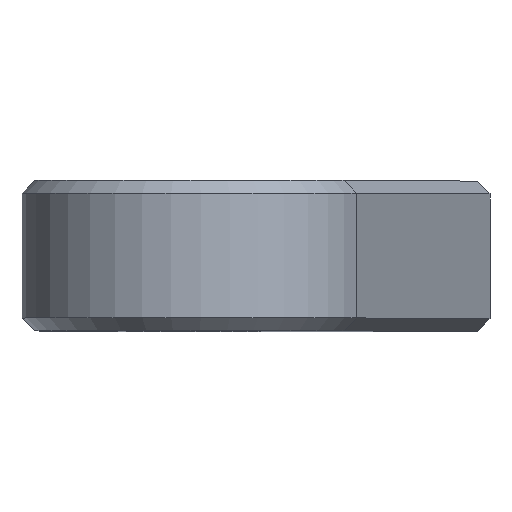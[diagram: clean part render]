
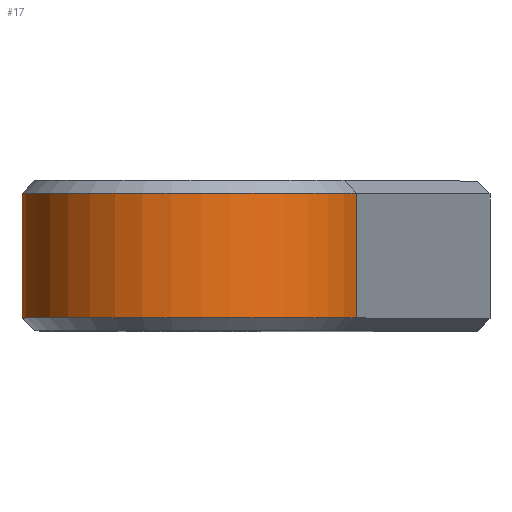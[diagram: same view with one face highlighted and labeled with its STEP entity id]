
A CAD part, top view. The second image highlights one B-rep face of the part: STEP entity #17.
In plain terms, the highlighted cylindrical face has radius 40 mm (diameter 80 mm), a partial arc.
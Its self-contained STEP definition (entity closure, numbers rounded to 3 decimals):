
#17 = ADVANCED_FACE('',(#18),#32,.T.);
#18 = FACE_BOUND('',#19,.T.);
#19 = EDGE_LOOP('',(#20,#55,#84,#113,#141,#170));
#20 = ORIENTED_EDGE('',*,*,#21,.T.);
#21 = EDGE_CURVE('',#22,#24,#26,.T.);
#22 = VERTEX_POINT('',#23);
#23 = CARTESIAN_POINT('',(362.901,64.5,
    -6.006));
#24 = VERTEX_POINT('',#25);
#25 = CARTESIAN_POINT('',(362.901,35.5,-6.006
    ));
#26 = SURFACE_CURVE('',#27,(#31,#43),.PCURVE_S1.);
#27 = LINE('',#28,#29);
#28 = CARTESIAN_POINT('',(362.901,50.,
    -6.006));
#29 = VECTOR('',#30,1.);
#30 = DIRECTION('',(0.,-1.,0.));
#31 = PCURVE('',#32,#37);
#32 = CYLINDRICAL_SURFACE('',#33,40.);
#33 = AXIS2_PLACEMENT_3D('',#34,#35,#36);
#34 = CARTESIAN_POINT('',(400.767,50.,6.884)
  );
#35 = DIRECTION('',(0.,1.,0.));
#36 = DIRECTION('',(0.947,0.,0.322));
#37 = DEFINITIONAL_REPRESENTATION('',(#38),#42);
#38 = LINE('',#39,#40);
#39 = CARTESIAN_POINT('',(3.142,0.));
#40 = VECTOR('',#41,1.);
#41 = DIRECTION('',(0.,-1.));
#42 = ( GEOMETRIC_REPRESENTATION_CONTEXT(2) 
PARAMETRIC_REPRESENTATION_CONTEXT() REPRESENTATION_CONTEXT('2D SPACE',''
  ) );
#43 = PCURVE('',#44,#49);
#44 = PLANE('',#45);
#45 = AXIS2_PLACEMENT_3D('',#46,#47,#48);
#46 = CARTESIAN_POINT('',(381.109,50.,
    -59.492));
#47 = DIRECTION('',(0.947,0.,0.322));
#48 = DIRECTION('',(0.,-1.,0.));
#49 = DEFINITIONAL_REPRESENTATION('',(#50),#54);
#50 = LINE('',#51,#52);
#51 = CARTESIAN_POINT('',(0.,-56.5));
#52 = VECTOR('',#53,1.);
#53 = DIRECTION('',(1.,0.));
#54 = ( GEOMETRIC_REPRESENTATION_CONTEXT(2) 
PARAMETRIC_REPRESENTATION_CONTEXT() REPRESENTATION_CONTEXT('2D SPACE',''
  ) );
#55 = ORIENTED_EDGE('',*,*,#56,.F.);
#56 = EDGE_CURVE('',#57,#24,#59,.T.);
#57 = VERTEX_POINT('',#58);
#58 = CARTESIAN_POINT('',(362.284,35.5,-4.03
    ));
#59 = SURFACE_CURVE('',#60,(#65,#72),.PCURVE_S1.);
#60 = CIRCLE('',#61,40.);
#61 = AXIS2_PLACEMENT_3D('',#62,#63,#64);
#62 = CARTESIAN_POINT('',(400.767,35.5,6.884)
  );
#63 = DIRECTION('',(0.,-1.,0.));
#64 = DIRECTION('',(0.947,0.,0.322));
#65 = PCURVE('',#32,#66);
#66 = DEFINITIONAL_REPRESENTATION('',(#67),#71);
#67 = LINE('',#68,#69);
#68 = CARTESIAN_POINT('',(6.283,-14.5));
#69 = VECTOR('',#70,1.);
#70 = DIRECTION('',(-1.,0.));
#71 = ( GEOMETRIC_REPRESENTATION_CONTEXT(2) 
PARAMETRIC_REPRESENTATION_CONTEXT() REPRESENTATION_CONTEXT('2D SPACE',''
  ) );
#72 = PCURVE('',#73,#78);
#73 = CONICAL_SURFACE('',#74,1.,0.785);
#74 = AXIS2_PLACEMENT_3D('',#75,#76,#77);
#75 = CARTESIAN_POINT('',(400.767,-3.5,6.884)
  );
#76 = DIRECTION('',(0.,1.,0.));
#77 = DIRECTION('',(0.962,0.,0.273));
#78 = DEFINITIONAL_REPRESENTATION('',(#79),#83);
#79 = LINE('',#80,#81);
#80 = CARTESIAN_POINT('',(6.231,39.));
#81 = VECTOR('',#82,1.);
#82 = DIRECTION('',(-1.,0.));
#83 = ( GEOMETRIC_REPRESENTATION_CONTEXT(2) 
PARAMETRIC_REPRESENTATION_CONTEXT() REPRESENTATION_CONTEXT('2D SPACE',''
  ) );
#84 = ORIENTED_EDGE('',*,*,#85,.F.);
#85 = EDGE_CURVE('',#86,#57,#88,.T.);
#86 = VERTEX_POINT('',#87);
#87 = CARTESIAN_POINT('',(438.633,35.5,19.775
    ));
#88 = SURFACE_CURVE('',#89,(#94,#101),.PCURVE_S1.);
#89 = CIRCLE('',#90,40.);
#90 = AXIS2_PLACEMENT_3D('',#91,#92,#93);
#91 = CARTESIAN_POINT('',(400.767,35.5,6.884)
  );
#92 = DIRECTION('',(0.,-1.,0.));
#93 = DIRECTION('',(0.947,0.,0.322));
#94 = PCURVE('',#32,#95);
#95 = DEFINITIONAL_REPRESENTATION('',(#96),#100);
#96 = LINE('',#97,#98);
#97 = CARTESIAN_POINT('',(12.566,-14.5));
#98 = VECTOR('',#99,1.);
#99 = DIRECTION('',(-1.,0.));
#100 = ( GEOMETRIC_REPRESENTATION_CONTEXT(2) 
PARAMETRIC_REPRESENTATION_CONTEXT() REPRESENTATION_CONTEXT('2D SPACE',''
  ) );
#101 = PCURVE('',#102,#107);
#102 = CONICAL_SURFACE('',#103,1.,0.785);
#103 = AXIS2_PLACEMENT_3D('',#104,#105,#106);
#104 = CARTESIAN_POINT('',(400.767,-3.5,6.884
    ));
#105 = DIRECTION('',(0.,1.,0.));
#106 = DIRECTION('',(0.962,0.,0.273));
#107 = DEFINITIONAL_REPRESENTATION('',(#108),#112);
#108 = LINE('',#109,#110);
#109 = CARTESIAN_POINT('',(12.515,39.));
#110 = VECTOR('',#111,1.);
#111 = DIRECTION('',(-1.,0.));
#112 = ( GEOMETRIC_REPRESENTATION_CONTEXT(2) 
PARAMETRIC_REPRESENTATION_CONTEXT() REPRESENTATION_CONTEXT('2D SPACE',''
  ) );
#113 = ORIENTED_EDGE('',*,*,#114,.F.);
#114 = EDGE_CURVE('',#115,#86,#117,.T.);
#115 = VERTEX_POINT('',#116);
#116 = CARTESIAN_POINT('',(438.633,64.5,
    19.775));
#117 = SURFACE_CURVE('',#118,(#122,#129),.PCURVE_S1.);
#118 = LINE('',#119,#120);
#119 = CARTESIAN_POINT('',(438.633,50.,
    19.775));
#120 = VECTOR('',#121,1.);
#121 = DIRECTION('',(0.,-1.,0.));
#122 = PCURVE('',#32,#123);
#123 = DEFINITIONAL_REPRESENTATION('',(#124),#128);
#124 = LINE('',#125,#126);
#125 = CARTESIAN_POINT('',(6.283,0.));
#126 = VECTOR('',#127,1.);
#127 = DIRECTION('',(0.,-1.));
#128 = ( GEOMETRIC_REPRESENTATION_CONTEXT(2) 
PARAMETRIC_REPRESENTATION_CONTEXT() REPRESENTATION_CONTEXT('2D SPACE',''
  ) );
#129 = PCURVE('',#130,#135);
#130 = PLANE('',#131);
#131 = AXIS2_PLACEMENT_3D('',#132,#133,#134);
#132 = CARTESIAN_POINT('',(438.633,50.,
    19.775));
#133 = DIRECTION('',(-0.947,0.,-0.322));
#134 = DIRECTION('',(-0.322,0.,0.947));
#135 = DEFINITIONAL_REPRESENTATION('',(#136),#140);
#136 = LINE('',#137,#138);
#137 = CARTESIAN_POINT('',(0.,0.));
#138 = VECTOR('',#139,1.);
#139 = DIRECTION('',(0.,-1.));
#140 = ( GEOMETRIC_REPRESENTATION_CONTEXT(2) 
PARAMETRIC_REPRESENTATION_CONTEXT() REPRESENTATION_CONTEXT('2D SPACE',''
  ) );
#141 = ORIENTED_EDGE('',*,*,#142,.T.);
#142 = EDGE_CURVE('',#115,#143,#145,.T.);
#143 = VERTEX_POINT('',#144);
#144 = CARTESIAN_POINT('',(362.284,64.5,-4.03
    ));
#145 = SURFACE_CURVE('',#146,(#151,#158),.PCURVE_S1.);
#146 = CIRCLE('',#147,40.);
#147 = AXIS2_PLACEMENT_3D('',#148,#149,#150);
#148 = CARTESIAN_POINT('',(400.767,64.5,6.884
    ));
#149 = DIRECTION('',(0.,-1.,0.));
#150 = DIRECTION('',(0.947,0.,0.322));
#151 = PCURVE('',#32,#152);
#152 = DEFINITIONAL_REPRESENTATION('',(#153),#157);
#153 = LINE('',#154,#155);
#154 = CARTESIAN_POINT('',(12.566,14.5));
#155 = VECTOR('',#156,1.);
#156 = DIRECTION('',(-1.,0.));
#157 = ( GEOMETRIC_REPRESENTATION_CONTEXT(2) 
PARAMETRIC_REPRESENTATION_CONTEXT() REPRESENTATION_CONTEXT('2D SPACE',''
  ) );
#158 = PCURVE('',#159,#164);
#159 = CONICAL_SURFACE('',#160,1.,0.785);
#160 = AXIS2_PLACEMENT_3D('',#161,#162,#163);
#161 = CARTESIAN_POINT('',(400.767,103.5,
    6.884));
#162 = DIRECTION('',(0.,-1.,0.));
#163 = DIRECTION('',(0.962,0.,0.273));
#164 = DEFINITIONAL_REPRESENTATION('',(#165),#169);
#165 = LINE('',#166,#167);
#166 = CARTESIAN_POINT('',(-6.231,39.));
#167 = VECTOR('',#168,1.);
#168 = DIRECTION('',(1.,0.));
#169 = ( GEOMETRIC_REPRESENTATION_CONTEXT(2) 
PARAMETRIC_REPRESENTATION_CONTEXT() REPRESENTATION_CONTEXT('2D SPACE',''
  ) );
#170 = ORIENTED_EDGE('',*,*,#171,.T.);
#171 = EDGE_CURVE('',#143,#22,#172,.T.);
#172 = SURFACE_CURVE('',#173,(#178,#185),.PCURVE_S1.);
#173 = CIRCLE('',#174,40.);
#174 = AXIS2_PLACEMENT_3D('',#175,#176,#177);
#175 = CARTESIAN_POINT('',(400.767,64.5,6.884
    ));
#176 = DIRECTION('',(0.,-1.,0.));
#177 = DIRECTION('',(0.947,0.,0.322));
#178 = PCURVE('',#32,#179);
#179 = DEFINITIONAL_REPRESENTATION('',(#180),#184);
#180 = LINE('',#181,#182);
#181 = CARTESIAN_POINT('',(6.283,14.5));
#182 = VECTOR('',#183,1.);
#183 = DIRECTION('',(-1.,0.));
#184 = ( GEOMETRIC_REPRESENTATION_CONTEXT(2) 
PARAMETRIC_REPRESENTATION_CONTEXT() REPRESENTATION_CONTEXT('2D SPACE',''
  ) );
#185 = PCURVE('',#186,#191);
#186 = CONICAL_SURFACE('',#187,1.,0.785);
#187 = AXIS2_PLACEMENT_3D('',#188,#189,#190);
#188 = CARTESIAN_POINT('',(400.767,103.5,
    6.884));
#189 = DIRECTION('',(0.,-1.,0.));
#190 = DIRECTION('',(0.962,0.,0.273));
#191 = DEFINITIONAL_REPRESENTATION('',(#192),#196);
#192 = LINE('',#193,#194);
#193 = CARTESIAN_POINT('',(0.052,39.));
#194 = VECTOR('',#195,1.);
#195 = DIRECTION('',(1.,0.));
#196 = ( GEOMETRIC_REPRESENTATION_CONTEXT(2) 
PARAMETRIC_REPRESENTATION_CONTEXT() REPRESENTATION_CONTEXT('2D SPACE',''
  ) );
